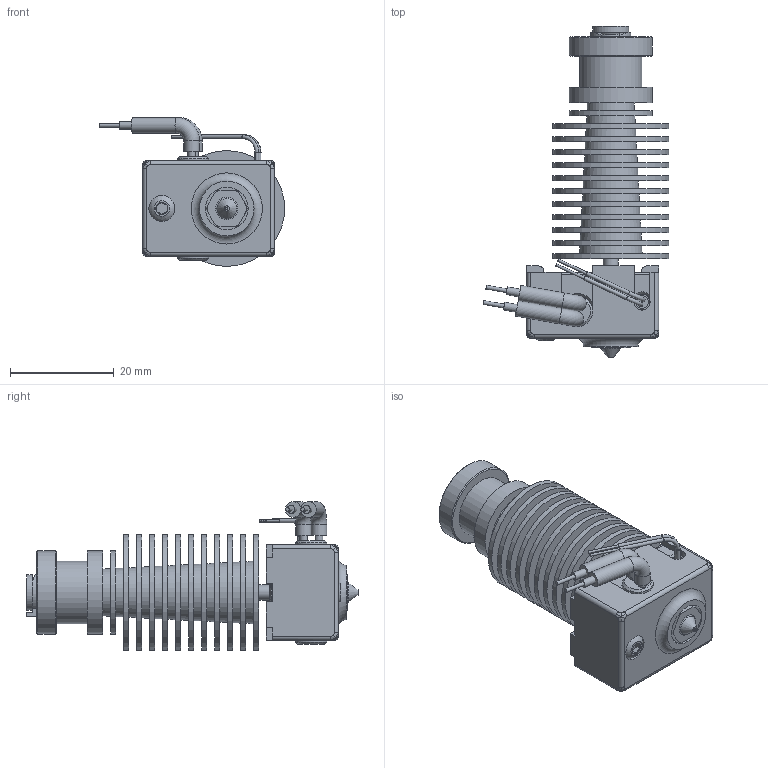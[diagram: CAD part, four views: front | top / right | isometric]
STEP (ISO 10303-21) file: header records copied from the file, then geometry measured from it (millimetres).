
FILE_DESCRIPTION(/* description */ (''),/* implementation_level */ '2;1');
FILE_NAME(/* name */ 'E3Dv6 Full - Complete Hotend.step',/* time_stamp */ '2018-12-02T15:33:10+01:00',/* author */ (''),/* organization */ (''),/* preprocessor_version */ 'ST-DEVELOPER v17.2',/* originating_system */ 'Autodesk Translation Framework v7.6.0.251',/* authorisation */ '');
FILE_SCHEMA (('AUTOMOTIVE_DESIGN { 1 0 10303 214 3 1 1 }'));
Length unit declared in the file: millimetre
Products named in the file (18): E3Dv6 Heatsink; Brass Coupler Insert; Bowden Clip 1,75; Bowden Coupler 1.75; E3D V6 1.75 HeatBreak; V6 1.75 heatbreak; v6 alu Block; E3D 0.4mm 1.75 Copper Plated; E3D 0.4 Nozzle Brass; m3 8mm; m3 4mm 92029A101; Sensor Cartridge; Heater Cartridge; Component3; Isolation; Wire; E3D v6 Silicone Sock; E3Dv6 Heatsink_1
Assembly tree (20 placements, depth 3):
  E3Dv6 Heatsink
    Brass Coupler Insert
    Bowden Clip 1,75
    Bowden Coupler 1.75
    E3D V6 1.75 HeatBreak
      V6 1.75 heatbreak
    v6 alu Block
    E3D 0.4mm 1.75 Copper Plated
      E3D 0.4 Nozzle Brass
    m3 8mm
    m3 4mm 92029A101
    Sensor Cartridge
    Heater Cartridge
      Wire  x2
      Isolation  x2
      Component3  x2
    E3D v6 Silicone Sock
    E3Dv6 Heatsink_1
Bounding box: 35.7 x 63.9 x 28.65 mm (x, y, z)
Volume: 13888.2 mm3; surface area: 19138.1 mm2
Topology: 27 solids, 27 shells, 723 faces, 1758 edges, 1119 vertices
Faces by surface type: cylinder 314, plane 279, cone 65, bspline 50, torus 14, sphere 1
Full cylindrical faces by diameter (mm): 0.4 x1, 0.5 x4, 0.75 x8, 1.5 x4, 2 x2, 2.35 x22, 2.5 x1, 2.529 x22, 2.95 x1, 3 x25, 3.086 x22, 3.1 x1, 4 x7, 4.2 x2, 4.9 x1, 5 x41, 5.035 x17, 5.5 x1, 5.7 x1, 6 x30, 6.147 x15, 6.9 x1, 7.744 x1, 8 x1, 8.2 x1, 12 x1, 16 x3, 22.3 x11
Entity records: 36222 total; most frequent: CARTESIAN_POINT 19805, ORIENTED_EDGE 3452, DIRECTION 3025, EDGE_CURVE 1726, AXIS2_PLACEMENT_3D 1130, VERTEX_POINT 1101, EDGE_LOOP 767, LINE 765
